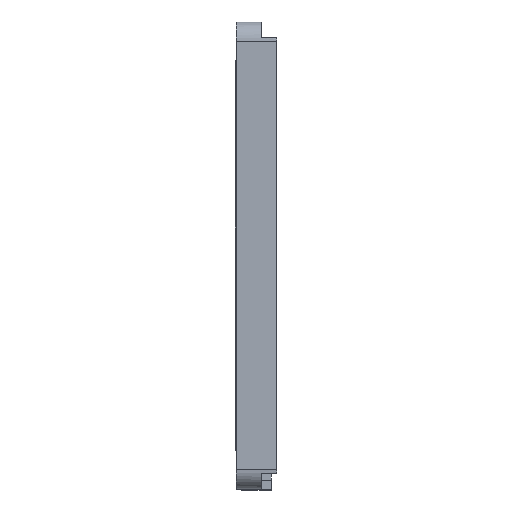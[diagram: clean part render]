
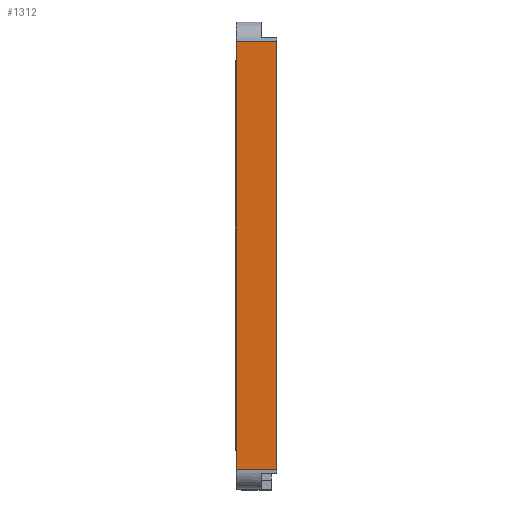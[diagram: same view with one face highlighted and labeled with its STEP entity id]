
A CAD part, left-side view. The second image highlights one B-rep face of the part: STEP entity #1312.
In plain terms, the highlighted planar face has unit normal (-1, 0, 0).
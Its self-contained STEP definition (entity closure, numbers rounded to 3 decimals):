
#33 = DIRECTION ( 'NONE',  ( 0., -1., 0. ) ) ;
#122 = DIRECTION ( 'NONE',  ( 0., -1., 0. ) ) ;
#197 = VERTEX_POINT ( 'NONE', #3930 ) ;
#245 = CARTESIAN_POINT ( 'NONE',  ( -16., 2.1, -11. ) ) ;
#375 = PLANE ( 'NONE',  #3085 ) ;
#404 = CARTESIAN_POINT ( 'NONE',  ( -16., 2.1, 11. ) ) ;
#421 = DIRECTION ( 'NONE',  ( 1., 0., 0. ) ) ;
#485 = CARTESIAN_POINT ( 'NONE',  ( -16., 2.1, -11. ) ) ;
#544 = DIRECTION ( 'NONE',  ( 0., 0., -1. ) ) ;
#656 = VECTOR ( 'NONE', #2563, 1000. ) ;
#1097 = CARTESIAN_POINT ( 'NONE',  ( -16., 0., 11. ) ) ;
#1312 = ADVANCED_FACE ( 'NONE', ( #1879 ), #375, .F. ) ;
#1326 = VERTEX_POINT ( 'NONE', #245 ) ;
#1340 = CARTESIAN_POINT ( 'NONE',  ( -16., 2.1, 11. ) ) ;
#1342 = VERTEX_POINT ( 'NONE', #5055 ) ;
#1382 = ORIENTED_EDGE ( 'NONE', *, *, #4658, .T. ) ;
#1794 = LINE ( 'NONE', #1097, #656 ) ;
#1879 = FACE_OUTER_BOUND ( 'NONE', #3833, .T. ) ;
#2445 = ORIENTED_EDGE ( 'NONE', *, *, #5054, .F. ) ;
#2563 = DIRECTION ( 'NONE',  ( 0., 0., 1. ) ) ;
#2581 = ORIENTED_EDGE ( 'NONE', *, *, #3862, .F. ) ;
#3085 = AXIS2_PLACEMENT_3D ( 'NONE', #1340, #421, #544 ) ;
#3145 = LINE ( 'NONE', #404, #5265 ) ;
#3246 = VERTEX_POINT ( 'NONE', #3479 ) ;
#3266 = LINE ( 'NONE', #4226, #5269 ) ;
#3479 = CARTESIAN_POINT ( 'NONE',  ( -16., 0., 11. ) ) ;
#3833 = EDGE_LOOP ( 'NONE', ( #1382, #2445, #2581, #4130 ) ) ;
#3862 = EDGE_CURVE ( 'NONE', #1326, #1342, #3266, .T. ) ;
#3930 = CARTESIAN_POINT ( 'NONE',  ( -16., 0., -11. ) ) ;
#3957 = EDGE_CURVE ( 'NONE', #1326, #197, #5139, .T. ) ;
#4130 = ORIENTED_EDGE ( 'NONE', *, *, #3957, .T. ) ;
#4226 = CARTESIAN_POINT ( 'NONE',  ( -16., 2.1, 11. ) ) ;
#4658 = EDGE_CURVE ( 'NONE', #197, #3246, #1794, .T. ) ;
#5001 = VECTOR ( 'NONE', #33, 1000. ) ;
#5054 = EDGE_CURVE ( 'NONE', #1342, #3246, #3145, .T. ) ;
#5055 = CARTESIAN_POINT ( 'NONE',  ( -16., 2.1, 11. ) ) ;
#5139 = LINE ( 'NONE', #485, #5001 ) ;
#5154 = DIRECTION ( 'NONE',  ( 0., 0., 1. ) ) ;
#5265 = VECTOR ( 'NONE', #122, 1000. ) ;
#5269 = VECTOR ( 'NONE', #5154, 1000. ) ;
